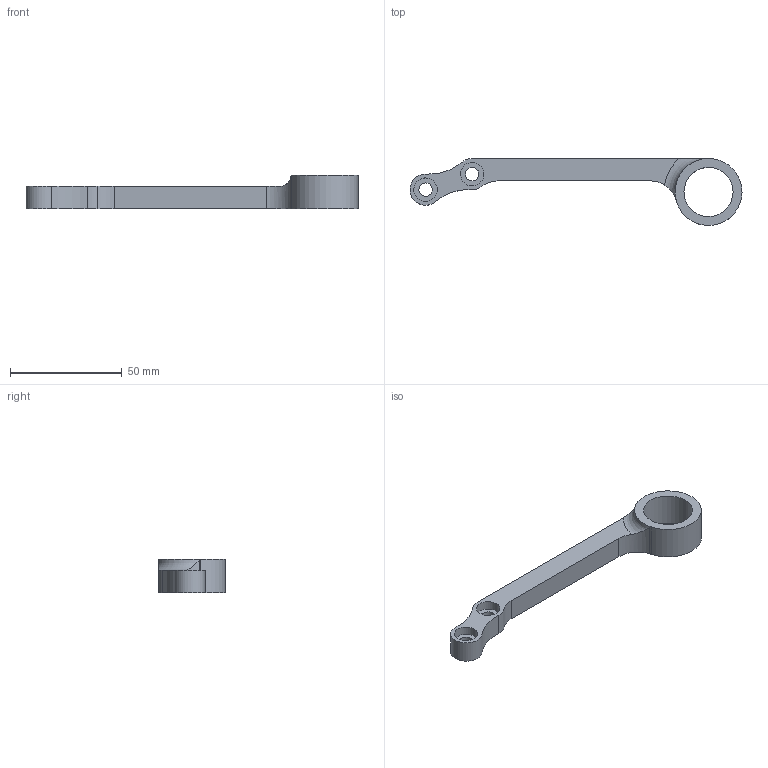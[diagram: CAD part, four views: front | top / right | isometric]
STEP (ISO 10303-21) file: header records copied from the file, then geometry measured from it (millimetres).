
FILE_DESCRIPTION(('HOOPS Exchange Step'),'2;1');
FILE_NAME('support echappement.step','2024-05-29T15:03:11+02:00',('SP'),('Unknown organisation'),'HOOPS Exchange 2018.0','HOOPS Exchange','Unknown authorisation');
FILE_SCHEMA( ('AP203_CONFIGURATION_CONTROLLED_3D_DESIGN_OF_MECHANICAL_PARTS_AND_ASSEMBLIES_MIM_LF') );
Length unit declared in the file: millimetre
Products named in the file (1): RDR1-2.x_t
Bounding box: 148.79 x 29.99 x 15 mm (x, y, z)
Volume: 17293 mm3; surface area: 8531.7 mm2
Topology: 1 solids, 1 shells, 23 faces, 55 edges, 36 vertices
Faces by surface type: cylinder 15, plane 7, torus 1
Full cylindrical faces by diameter (mm): 6 x2, 10.5 x2, 22 x1
Entity records: 779 total; most frequent: CARTESIAN_POINT 187, DIRECTION 131, ORIENTED_EDGE 110, AXIS2_PLACEMENT_3D 55, EDGE_CURVE 55, VERTEX_POINT 36, CIRCLE 31, EDGE_LOOP 31
